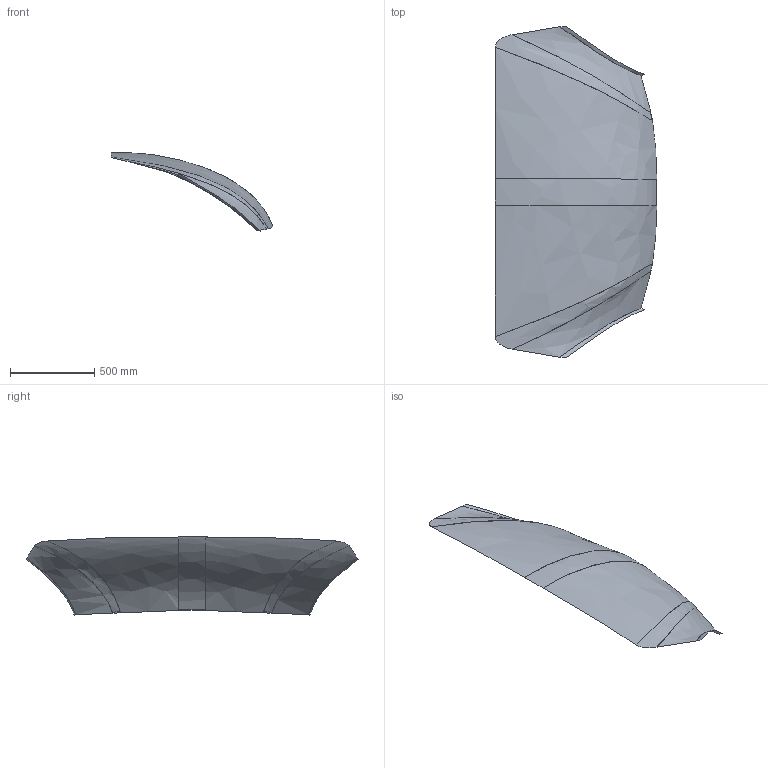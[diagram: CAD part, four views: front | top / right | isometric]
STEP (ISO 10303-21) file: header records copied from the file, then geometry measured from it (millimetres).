
FILE_DESCRIPTION(('FreeCAD Model'),'2;1');
FILE_NAME('Open CASCADE Shape Model','2025-05-04T15:38:13',('FreeCAD'),( 'FreeCAD'),'Open CASCADE STEP processor 7.6','FreeCAD','Unknown');
FILE_SCHEMA(('AUTOMOTIVE_DESIGN { 1 0 10303 214 1 1 1 1 }'));
Length unit declared in the file: millimetre
Products named in the file (1): Open CASCADE STEP translator 7.6 1
Bounding box: 960.91 x 1972.08 x 464.82 mm (x, y, z)
Surface area: 1902227.2 mm2 (no closed solid volume)
Topology: 0 solids, 13 shells, 13 faces, 75 edges, 90 vertices
Faces by surface type: bspline 13
Entity records: 1842 total; most frequent: CARTESIAN_POINT 1469, B_SPLINE_CURVE_WITH_KNOTS 75, ORIENTED_EDGE 60, EDGE_CURVE 60, VERTEX_POINT 60, TRIMMED_CURVE 15, SHELL_BASED_SURFACE_MODEL 13, OPEN_SHELL 13
